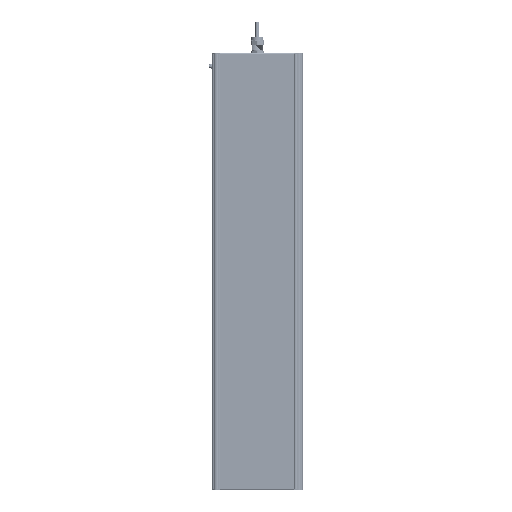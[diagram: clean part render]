
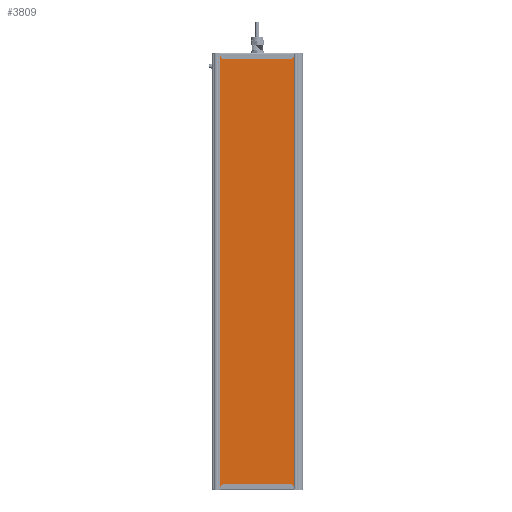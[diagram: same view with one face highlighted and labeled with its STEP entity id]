
A CAD part, front view. The second image highlights one B-rep face of the part: STEP entity #3809.
In plain terms, the highlighted face is planar.
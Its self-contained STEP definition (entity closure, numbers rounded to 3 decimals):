
#3809=ADVANCED_FACE('',(#10393),#10395,.T.);
#10393=FACE_BOUND('',#10394,.T.);
#10394=EDGE_LOOP('',(#41301,#41302,#41303,#41304));
#10395=PLANE('',#10396);
#10396=AXIS2_PLACEMENT_3D('',#10397,#10398,#10399);
#10397=CARTESIAN_POINT('',(2111.497,401.002,-34.582));
#10398=DIRECTION('',(0.,0.,-1.));
#10399=DIRECTION('',(0.,1.,0.));
#41301=ORIENTED_EDGE('',*,*,#47155,.F.);
#41302=ORIENTED_EDGE('',*,*,#47154,.T.);
#41303=ORIENTED_EDGE('',*,*,#47156,.F.);
#41304=ORIENTED_EDGE('',*,*,#47146,.F.);
#47146=EDGE_CURVE('',#51510,#51513,#51514,.T.);
#47154=EDGE_CURVE('',#51523,#51525,#51527,.T.);
#47155=EDGE_CURVE('',#51523,#51510,#51528,.T.);
#47156=EDGE_CURVE('',#51513,#51525,#51529,.T.);
#51510=VERTEX_POINT('',#60684);
#51513=VERTEX_POINT('',#60689);
#51514=LINE('',#60690,#60691);
#51523=VERTEX_POINT('',#60711);
#51525=VERTEX_POINT('',#60715);
#51527=LINE('',#60719,#60720);
#51528=LINE('',#60722,#60723);
#51529=LINE('',#60725,#60726);
#60684=CARTESIAN_POINT('',(2111.497,401.002,-34.582));
#60689=CARTESIAN_POINT('',(3007.497,401.002,-34.582));
#60690=CARTESIAN_POINT('',(2111.497,401.002,-34.582));
#60691=VECTOR('',#60692,1.);
#60692=DIRECTION('',(1.,0.,0.));
#60711=CARTESIAN_POINT('',(2111.497,565.13,-34.582));
#60715=CARTESIAN_POINT('',(3007.497,565.13,-34.582));
#60719=CARTESIAN_POINT('',(2111.497,565.13,-34.582));
#60720=VECTOR('',#60721,1.);
#60721=DIRECTION('',(1.,0.,0.));
#60722=CARTESIAN_POINT('',(2111.497,565.13,-34.582));
#60723=VECTOR('',#60724,1.);
#60724=DIRECTION('',(0.,-1.,0.));
#60725=CARTESIAN_POINT('',(3007.497,401.002,-34.582));
#60726=VECTOR('',#60727,1.);
#60727=DIRECTION('',(0.,1.,0.));
